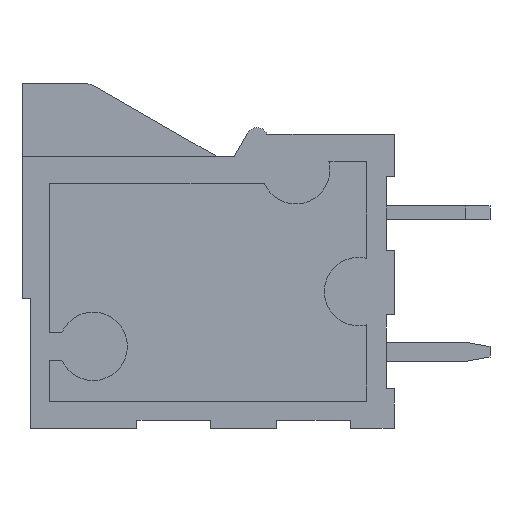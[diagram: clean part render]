
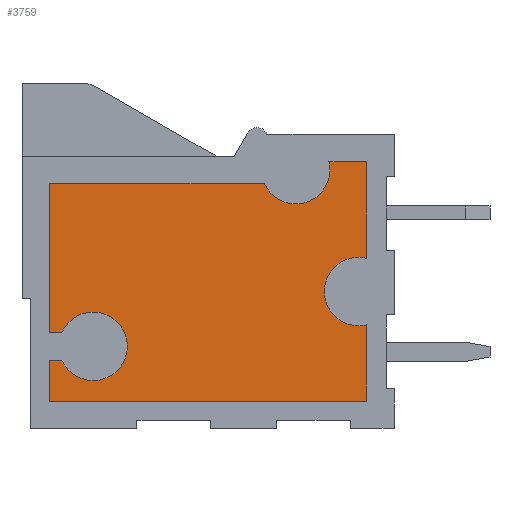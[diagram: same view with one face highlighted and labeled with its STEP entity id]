
A CAD part, left-side view. The second image highlights one B-rep face of the part: STEP entity #3759.
In plain terms, the highlighted planar face has unit normal (-1, 0, 0).
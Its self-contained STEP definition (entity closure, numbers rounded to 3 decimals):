
#2357 = EDGE_CURVE('',#2358,#2360,#2362,.T.);
#2358 = VERTEX_POINT('',#2359);
#2359 = CARTESIAN_POINT('',(1.5,12.146,-10.1));
#2360 = VERTEX_POINT('',#2361);
#2361 = CARTESIAN_POINT('',(1.5,11.,-10.85));
#2362 = CIRCLE('',#2363,1.25);
#2363 = AXIS2_PLACEMENT_3D('',#2364,#2365,#2366);
#2364 = CARTESIAN_POINT('',(1.5,11.,-9.6));
#2365 = DIRECTION('',(-1.,0.,0.));
#2366 = DIRECTION('',(0.,0.,1.));
#2400 = EDGE_CURVE('',#2360,#2401,#2403,.T.);
#2401 = VERTEX_POINT('',#2402);
#2402 = CARTESIAN_POINT('',(1.5,11.,-8.35));
#2403 = CIRCLE('',#2404,1.25);
#2404 = AXIS2_PLACEMENT_3D('',#2405,#2406,#2407);
#2405 = CARTESIAN_POINT('',(1.5,11.,-9.6));
#2406 = DIRECTION('',(-1.,0.,0.));
#2407 = DIRECTION('',(0.,0.,1.));
#2432 = EDGE_CURVE('',#2433,#2435,#2437,.T.);
#2433 = VERTEX_POINT('',#2434);
#2434 = CARTESIAN_POINT('',(1.5,1.3,-6.35));
#2435 = VERTEX_POINT('',#2436);
#2436 = CARTESIAN_POINT('',(1.5,1.3,-8.85));
#2437 = CIRCLE('',#2438,1.25);
#2438 = AXIS2_PLACEMENT_3D('',#2439,#2440,#2441);
#2439 = CARTESIAN_POINT('',(1.5,1.3,-7.6));
#2440 = DIRECTION('',(-1.,0.,0.));
#2441 = DIRECTION('',(0.,0.,1.));
#2474 = EDGE_CURVE('',#2475,#2433,#2477,.T.);
#2475 = VERTEX_POINT('',#2476);
#2476 = CARTESIAN_POINT('',(1.5,1.,-6.387));
#2477 = CIRCLE('',#2478,1.25);
#2478 = AXIS2_PLACEMENT_3D('',#2479,#2480,#2481);
#2479 = CARTESIAN_POINT('',(1.5,1.3,-7.6));
#2480 = DIRECTION('',(-1.,0.,0.));
#2481 = DIRECTION('',(0.,0.,1.));
#3487 = EDGE_CURVE('',#2435,#3488,#3490,.T.);
#3488 = VERTEX_POINT('',#3489);
#3489 = CARTESIAN_POINT('',(1.5,1.,-8.813));
#3490 = CIRCLE('',#3491,1.25);
#3491 = AXIS2_PLACEMENT_3D('',#3492,#3493,#3494);
#3492 = CARTESIAN_POINT('',(1.5,1.3,-7.6));
#3493 = DIRECTION('',(-1.,0.,0.));
#3494 = DIRECTION('',(0.,0.,1.));
#3513 = EDGE_CURVE('',#3514,#3488,#3516,.T.);
#3514 = VERTEX_POINT('',#3515);
#3515 = CARTESIAN_POINT('',(1.5,1.,-11.6));
#3516 = LINE('',#3517,#3518);
#3517 = CARTESIAN_POINT('',(1.5,1.,0.));
#3518 = VECTOR('',#3519,1.);
#3519 = DIRECTION('',(0.,0.,1.));
#3537 = EDGE_CURVE('',#3538,#3514,#3540,.T.);
#3538 = VERTEX_POINT('',#3539);
#3539 = CARTESIAN_POINT('',(1.5,12.6,-11.6));
#3540 = LINE('',#3541,#3542);
#3541 = CARTESIAN_POINT('',(1.5,0.,-11.6));
#3542 = VECTOR('',#3543,1.);
#3543 = DIRECTION('',(0.,-1.,0.));
#3561 = EDGE_CURVE('',#3538,#3562,#3564,.T.);
#3562 = VERTEX_POINT('',#3563);
#3563 = CARTESIAN_POINT('',(1.5,12.6,-10.1));
#3564 = LINE('',#3565,#3566);
#3565 = CARTESIAN_POINT('',(1.5,12.6,0.));
#3566 = VECTOR('',#3567,1.);
#3567 = DIRECTION('',(0.,0.,1.));
#3585 = EDGE_CURVE('',#3562,#2358,#3586,.T.);
#3586 = LINE('',#3587,#3588);
#3587 = CARTESIAN_POINT('',(1.5,0.,-10.1));
#3588 = VECTOR('',#3589,1.);
#3589 = DIRECTION('',(0.,-1.,0.));
#3601 = EDGE_CURVE('',#2401,#3602,#3604,.T.);
#3602 = VERTEX_POINT('',#3603);
#3603 = CARTESIAN_POINT('',(1.5,12.146,-9.1));
#3604 = CIRCLE('',#3605,1.25);
#3605 = AXIS2_PLACEMENT_3D('',#3606,#3607,#3608);
#3606 = CARTESIAN_POINT('',(1.5,11.,-9.6));
#3607 = DIRECTION('',(-1.,0.,0.));
#3608 = DIRECTION('',(0.,0.,1.));
#3627 = EDGE_CURVE('',#3628,#3602,#3630,.T.);
#3628 = VERTEX_POINT('',#3629);
#3629 = CARTESIAN_POINT('',(1.5,12.6,-9.1));
#3630 = LINE('',#3631,#3632);
#3631 = CARTESIAN_POINT('',(1.5,0.,-9.1));
#3632 = VECTOR('',#3633,1.);
#3633 = DIRECTION('',(0.,-1.,0.));
#3651 = EDGE_CURVE('',#3628,#3652,#3654,.T.);
#3652 = VERTEX_POINT('',#3653);
#3653 = CARTESIAN_POINT('',(1.5,12.6,-3.65));
#3654 = LINE('',#3655,#3656);
#3655 = CARTESIAN_POINT('',(1.5,12.6,0.));
#3656 = VECTOR('',#3657,1.);
#3657 = DIRECTION('',(0.,0.,1.));
#3675 = EDGE_CURVE('',#3676,#3652,#3678,.T.);
#3676 = VERTEX_POINT('',#3677);
#3677 = CARTESIAN_POINT('',(1.5,4.746,-3.65));
#3678 = LINE('',#3679,#3680);
#3679 = CARTESIAN_POINT('',(1.5,0.,-3.65));
#3680 = VECTOR('',#3681,1.);
#3681 = DIRECTION('',(0.,1.,0.));
#3699 = EDGE_CURVE('',#3676,#3700,#3702,.T.);
#3700 = VERTEX_POINT('',#3701);
#3701 = CARTESIAN_POINT('',(1.5,2.387,-2.85));
#3702 = CIRCLE('',#3703,1.25);
#3703 = AXIS2_PLACEMENT_3D('',#3704,#3705,#3706);
#3704 = CARTESIAN_POINT('',(1.5,3.6,-3.15));
#3705 = DIRECTION('',(-1.,0.,0.));
#3706 = DIRECTION('',(0.,0.,1.));
#3724 = EDGE_CURVE('',#3700,#3725,#3727,.T.);
#3725 = VERTEX_POINT('',#3726);
#3726 = CARTESIAN_POINT('',(1.5,1.,-2.85));
#3727 = LINE('',#3728,#3729);
#3728 = CARTESIAN_POINT('',(1.5,0.,-2.85));
#3729 = VECTOR('',#3730,1.);
#3730 = DIRECTION('',(0.,-1.,0.));
#3748 = EDGE_CURVE('',#2475,#3725,#3749,.T.);
#3749 = LINE('',#3750,#3751);
#3750 = CARTESIAN_POINT('',(1.5,1.,0.));
#3751 = VECTOR('',#3752,1.);
#3752 = DIRECTION('',(0.,0.,1.));
#3759 = ADVANCED_FACE('',(#3760),#3778,.T.);
#3760 = FACE_BOUND('',#3761,.T.);
#3761 = EDGE_LOOP('',(#3762,#3763,#3764,#3765,#3766,#3767,#3768,#3769,
    #3770,#3771,#3772,#3773,#3774,#3775,#3776,#3777));
#3762 = ORIENTED_EDGE('',*,*,#2474,.F.);
#3763 = ORIENTED_EDGE('',*,*,#3748,.T.);
#3764 = ORIENTED_EDGE('',*,*,#3724,.F.);
#3765 = ORIENTED_EDGE('',*,*,#3699,.F.);
#3766 = ORIENTED_EDGE('',*,*,#3675,.T.);
#3767 = ORIENTED_EDGE('',*,*,#3651,.F.);
#3768 = ORIENTED_EDGE('',*,*,#3627,.T.);
#3769 = ORIENTED_EDGE('',*,*,#3601,.F.);
#3770 = ORIENTED_EDGE('',*,*,#2400,.F.);
#3771 = ORIENTED_EDGE('',*,*,#2357,.F.);
#3772 = ORIENTED_EDGE('',*,*,#3585,.F.);
#3773 = ORIENTED_EDGE('',*,*,#3561,.F.);
#3774 = ORIENTED_EDGE('',*,*,#3537,.T.);
#3775 = ORIENTED_EDGE('',*,*,#3513,.T.);
#3776 = ORIENTED_EDGE('',*,*,#3487,.F.);
#3777 = ORIENTED_EDGE('',*,*,#2432,.F.);
#3778 = PLANE('',#3779);
#3779 = AXIS2_PLACEMENT_3D('',#3780,#3781,#3782);
#3780 = CARTESIAN_POINT('',(1.5,0.,0.));
#3781 = DIRECTION('',(-1.,0.,0.));
#3782 = DIRECTION('',(0.,0.,1.));
